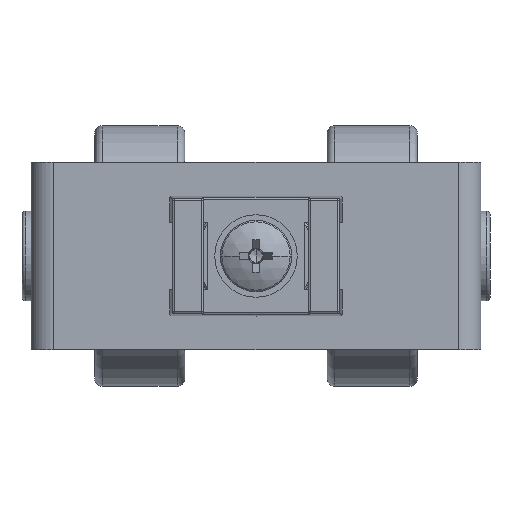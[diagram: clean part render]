
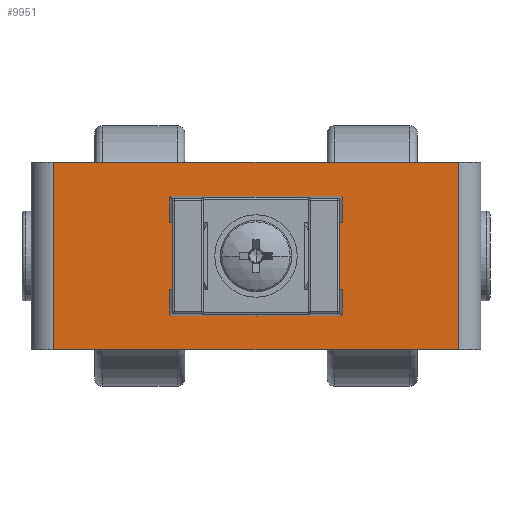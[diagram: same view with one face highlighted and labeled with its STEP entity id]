
A CAD part, front view. The second image highlights one B-rep face of the part: STEP entity #9951.
In plain terms, the highlighted planar face has unit normal (0, -1, 0).
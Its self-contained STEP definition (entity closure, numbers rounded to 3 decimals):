
#403 = ORIENTED_EDGE ( 'NONE', *, *, #8345, .T. ) ;
#430 = FACE_OUTER_BOUND ( 'NONE', #4907, .T. ) ;
#642 = ORIENTED_EDGE ( 'NONE', *, *, #10923, .F. ) ;
#706 = DIRECTION ( 'NONE',  ( 0., 1., 0. ) ) ;
#965 = VECTOR ( 'NONE', #10299, 1000. ) ;
#1030 = LINE ( 'NONE', #5967, #10866 ) ;
#1193 = AXIS2_PLACEMENT_3D ( 'NONE', #5226, #1797, #5187 ) ;
#1221 = ORIENTED_EDGE ( 'NONE', *, *, #1442, .F. ) ;
#1442 = EDGE_CURVE ( 'NONE', #3454, #7180, #5956, .T. ) ;
#1797 = DIRECTION ( 'NONE',  ( 0., 1., 0. ) ) ;
#1861 = EDGE_CURVE ( 'NONE', #7180, #1909, #6081, .T. ) ;
#1909 = VERTEX_POINT ( 'NONE', #4976 ) ;
#3429 = DIRECTION ( 'NONE',  ( 1., 0., 0. ) ) ;
#3454 = VERTEX_POINT ( 'NONE', #9754 ) ;
#4178 = DIRECTION ( 'NONE',  ( -1., 0., 0. ) ) ;
#4907 = EDGE_LOOP ( 'NONE', ( #642, #9288, #5725, #1221 ) ) ;
#4976 = CARTESIAN_POINT ( 'NONE',  ( 27., -58., -12.5 ) ) ;
#5077 = FACE_BOUND ( 'NONE', #6785, .T. ) ;
#5187 = DIRECTION ( 'NONE',  ( -1., 0., 0. ) ) ;
#5226 = CARTESIAN_POINT ( 'NONE',  ( 0., -58., 0. ) ) ;
#5384 = EDGE_CURVE ( 'NONE', #7767, #6931, #6103, .T. ) ;
#5458 = ORIENTED_EDGE ( 'NONE', *, *, #5384, .T. ) ;
#5725 = ORIENTED_EDGE ( 'NONE', *, *, #1861, .F. ) ;
#5871 = LINE ( 'NONE', #9426, #965 ) ;
#5956 = LINE ( 'NONE', #6781, #8084 ) ;
#5967 = CARTESIAN_POINT ( 'NONE',  ( -30., -58., -12.5 ) ) ;
#6040 = CARTESIAN_POINT ( 'NONE',  ( 2.75, -58., 0. ) ) ;
#6081 = LINE ( 'NONE', #10895, #9671 ) ;
#6103 = CIRCLE ( 'NONE', #7144, 2.75 ) ;
#6367 = VERTEX_POINT ( 'NONE', #10640 ) ;
#6781 = CARTESIAN_POINT ( 'NONE',  ( -30., -58., 12.5 ) ) ;
#6785 = EDGE_LOOP ( 'NONE', ( #5458, #403 ) ) ;
#6924 = EDGE_CURVE ( 'NONE', #6367, #1909, #1030, .T. ) ;
#6931 = VERTEX_POINT ( 'NONE', #6040 ) ;
#7025 = CARTESIAN_POINT ( 'NONE',  ( -2.75, -58., 0. ) ) ;
#7144 = AXIS2_PLACEMENT_3D ( 'NONE', #10914, #10099, #4178 ) ;
#7180 = VERTEX_POINT ( 'NONE', #8072 ) ;
#7363 = DIRECTION ( 'NONE',  ( 0., 0., -1. ) ) ;
#7447 = CARTESIAN_POINT ( 'NONE',  ( -30., -58., 12.5 ) ) ;
#7656 = DIRECTION ( 'NONE',  ( 1., 0., 0. ) ) ;
#7767 = VERTEX_POINT ( 'NONE', #7025 ) ;
#8072 = CARTESIAN_POINT ( 'NONE',  ( 27., -58., 12.5 ) ) ;
#8084 = VECTOR ( 'NONE', #7656, 1000. ) ;
#8345 = EDGE_CURVE ( 'NONE', #6931, #7767, #9488, .T. ) ;
#9288 = ORIENTED_EDGE ( 'NONE', *, *, #6924, .T. ) ;
#9426 = CARTESIAN_POINT ( 'NONE',  ( -27., -58., -12.5 ) ) ;
#9488 = CIRCLE ( 'NONE', #1193, 2.75 ) ;
#9671 = VECTOR ( 'NONE', #7363, 1000. ) ;
#9754 = CARTESIAN_POINT ( 'NONE',  ( -27., -58., 12.5 ) ) ;
#9951 = ADVANCED_FACE ( 'NONE', ( #5077, #430 ), #10870, .F. ) ;
#10099 = DIRECTION ( 'NONE',  ( 0., 1., 0. ) ) ;
#10299 = DIRECTION ( 'NONE',  ( 0., 0., 1. ) ) ;
#10333 = AXIS2_PLACEMENT_3D ( 'NONE', #7447, #706, #10600 ) ;
#10600 = DIRECTION ( 'NONE',  ( -1., 0., 0. ) ) ;
#10640 = CARTESIAN_POINT ( 'NONE',  ( -27., -58., -12.5 ) ) ;
#10866 = VECTOR ( 'NONE', #3429, 1000. ) ;
#10870 = PLANE ( 'NONE',  #10333 ) ;
#10895 = CARTESIAN_POINT ( 'NONE',  ( 27., -58., 12.5 ) ) ;
#10914 = CARTESIAN_POINT ( 'NONE',  ( 0., -58., 0. ) ) ;
#10923 = EDGE_CURVE ( 'NONE', #6367, #3454, #5871, .T. ) ;
